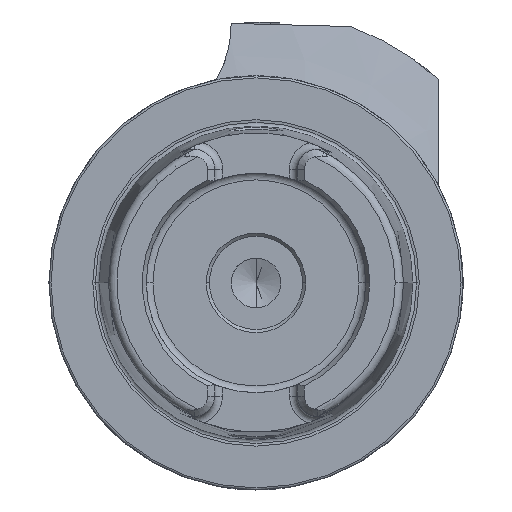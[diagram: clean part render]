
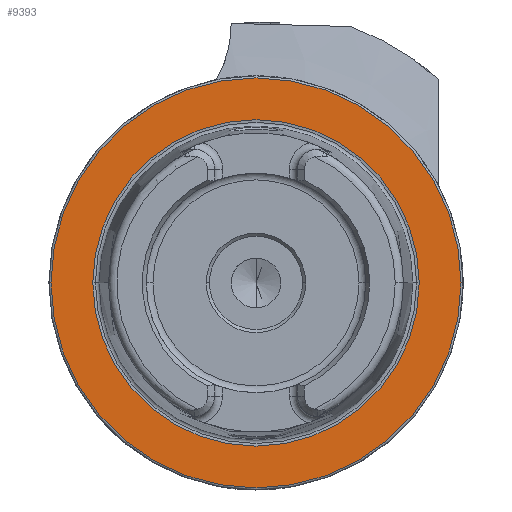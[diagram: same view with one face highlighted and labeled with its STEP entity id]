
A CAD part, left-side view. The second image highlights one B-rep face of the part: STEP entity #9393.
In plain terms, the highlighted planar face has unit normal (-1, 0, 0).
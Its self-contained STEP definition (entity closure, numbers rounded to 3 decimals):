
#44 = VERTEX_POINT ( 'NONE', #7936 ) ;
#67 = PLANE ( 'NONE',  #5373 ) ;
#624 = ORIENTED_EDGE ( 'NONE', *, *, #4885, .F. ) ;
#865 = CIRCLE ( 'NONE', #2763, 39.405 ) ;
#1510 = CARTESIAN_POINT ( 'NONE',  ( 0., 0., 0. ) ) ;
#1762 = EDGE_CURVE ( 'NONE', #44, #3480, #865, .T. ) ;
#1954 = CARTESIAN_POINT ( 'NONE',  ( 0., 0., 0. ) ) ;
#1974 = CARTESIAN_POINT ( 'NONE',  ( 0., -39.405, 0. ) ) ;
#2258 = ORIENTED_EDGE ( 'NONE', *, *, #8655, .T. ) ;
#2555 = DIRECTION ( 'NONE',  ( 0., -1., 0. ) ) ;
#2579 = VERTEX_POINT ( 'NONE', #12167 ) ;
#2759 = EDGE_LOOP ( 'NONE', ( #12079, #2258 ) ) ;
#2763 = AXIS2_PLACEMENT_3D ( 'NONE', #10804, #8685, #12131 ) ;
#2918 = FACE_OUTER_BOUND ( 'NONE', #2759, .T. ) ;
#2992 = DIRECTION ( 'NONE',  ( 0., -1., 0. ) ) ;
#3480 = VERTEX_POINT ( 'NONE', #1974 ) ;
#4010 = ORIENTED_EDGE ( 'NONE', *, *, #1762, .F. ) ;
#4885 = EDGE_CURVE ( 'NONE', #3480, #44, #7568, .T. ) ;
#5271 = CARTESIAN_POINT ( 'NONE',  ( 0., 49.5, 0. ) ) ;
#5373 = AXIS2_PLACEMENT_3D ( 'NONE', #5271, #9372, #7372 ) ;
#5431 = CARTESIAN_POINT ( 'NONE',  ( 0., -49.5, 0. ) ) ;
#5699 = FACE_BOUND ( 'NONE', #10094, .T. ) ;
#5947 = CARTESIAN_POINT ( 'NONE',  ( 0., 0., 0. ) ) ;
#6988 = DIRECTION ( 'NONE',  ( 0., -1., 0. ) ) ;
#7372 = DIRECTION ( 'NONE',  ( 0., 1., 0. ) ) ;
#7568 = CIRCLE ( 'NONE', #13098, 39.405 ) ;
#7936 = CARTESIAN_POINT ( 'NONE',  ( 0., 39.405, 0. ) ) ;
#8301 = VERTEX_POINT ( 'NONE', #5431 ) ;
#8655 = EDGE_CURVE ( 'NONE', #2579, #8301, #11881, .T. ) ;
#8685 = DIRECTION ( 'NONE',  ( -1., 0., 0. ) ) ;
#8810 = DIRECTION ( 'NONE',  ( -1., 0., 0. ) ) ;
#9247 = DIRECTION ( 'NONE',  ( -1., 0., 0. ) ) ;
#9372 = DIRECTION ( 'NONE',  ( 1., 0., 0. ) ) ;
#9393 = ADVANCED_FACE ( 'NONE', ( #5699, #2918 ), #67, .F. ) ;
#10094 = EDGE_LOOP ( 'NONE', ( #624, #4010 ) ) ;
#10804 = CARTESIAN_POINT ( 'NONE',  ( 0., 0., 0. ) ) ;
#11806 = AXIS2_PLACEMENT_3D ( 'NONE', #1510, #8810, #2555 ) ;
#11881 = CIRCLE ( 'NONE', #13429, 49.5 ) ;
#12079 = ORIENTED_EDGE ( 'NONE', *, *, #12219, .T. ) ;
#12131 = DIRECTION ( 'NONE',  ( 0., -1., 0. ) ) ;
#12167 = CARTESIAN_POINT ( 'NONE',  ( 0., 49.5, 0. ) ) ;
#12219 = EDGE_CURVE ( 'NONE', #8301, #2579, #12636, .T. ) ;
#12636 = CIRCLE ( 'NONE', #11806, 49.5 ) ;
#13098 = AXIS2_PLACEMENT_3D ( 'NONE', #5947, #13254, #6988 ) ;
#13254 = DIRECTION ( 'NONE',  ( -1., 0., 0. ) ) ;
#13429 = AXIS2_PLACEMENT_3D ( 'NONE', #1954, #9247, #2992 ) ;
